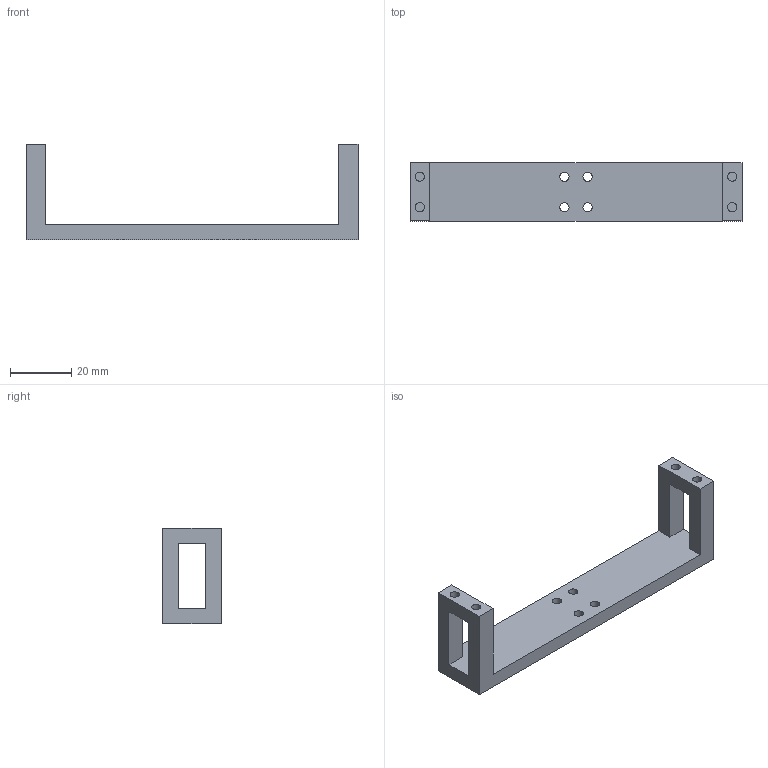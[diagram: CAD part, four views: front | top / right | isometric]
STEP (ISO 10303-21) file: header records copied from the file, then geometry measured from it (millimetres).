
FILE_DESCRIPTION( ( '' ), ' ' );
FILE_NAME( '5d386f7b28f947151a9e243d.step', '2019-07-24T14:47:23', ( '' ), ( '' ), ' ', ' ', ' ' );
FILE_SCHEMA( ( 'AUTOMOTIVE_DESIGN { 1 0 10303 214 1 1 1 1 }' ) );
Length unit declared in the file: metre
Products named in the file (1): Part 1
Bounding box: 108.5 x 19 x 31.25 mm (x, y, z)
Volume: 14003.2 mm3; surface area: 8338.3 mm2
Topology: 1 solids, 1 shells, 28 faces, 72 edges, 48 vertices
Faces by surface type: plane 20, cylinder 8
Full cylindrical faces by diameter (mm): 3 x8
Entity records: 1076 total; most frequent: CARTESIAN_POINT 141, DIRECTION 138, ORIENTED_EDGE 128, EDGE_CURVE 64, EDGE_LOOP 50, VERTEX_POINT 48, LINE 48, VECTOR 48
